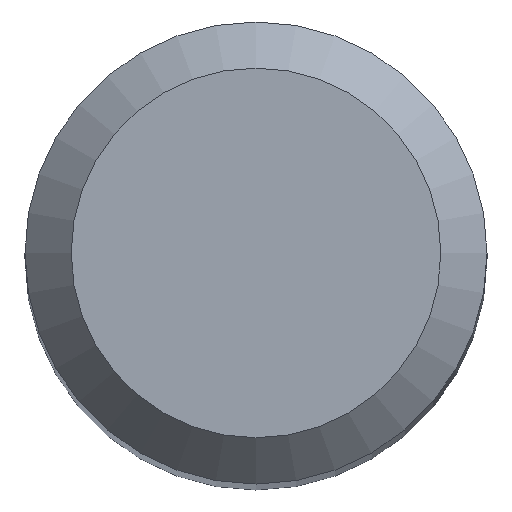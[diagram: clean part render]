
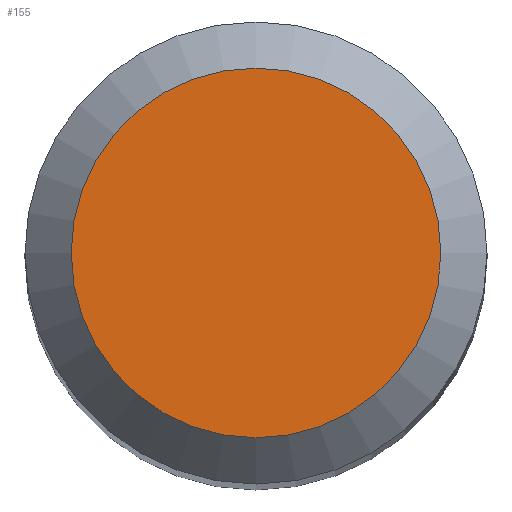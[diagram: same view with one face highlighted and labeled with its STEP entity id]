
A CAD part, top view. The second image highlights one B-rep face of the part: STEP entity #155.
In plain terms, the highlighted planar face has unit normal (0, 0, 1).
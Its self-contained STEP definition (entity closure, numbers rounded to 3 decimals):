
#5 = VERTEX_POINT ( 'NONE', #185 ) ;
#39 = EDGE_CURVE ( 'NONE', #5, #5, #221, .T. ) ;
#47 = CARTESIAN_POINT ( 'NONE',  ( 0., 0., 38. ) ) ;
#75 = DIRECTION ( 'NONE',  ( 0., 1., 0. ) ) ;
#103 = DIRECTION ( 'NONE',  ( 0., 0., -1. ) ) ;
#105 = PLANE ( 'NONE',  #158 ) ;
#109 = ORIENTED_EDGE ( 'NONE', *, *, #39, .F. ) ;
#116 = FACE_OUTER_BOUND ( 'NONE', #199, .T. ) ;
#155 = ADVANCED_FACE ( 'NONE', ( #116 ), #105, .F. ) ;
#158 = AXIS2_PLACEMENT_3D ( 'NONE', #47, #103, #75 ) ;
#177 = CARTESIAN_POINT ( 'NONE',  ( 0., 0., 38. ) ) ;
#185 = CARTESIAN_POINT ( 'NONE',  ( 0., 1.6, 38. ) ) ;
#193 = DIRECTION ( 'NONE',  ( 0., 1., 0. ) ) ;
#199 = EDGE_LOOP ( 'NONE', ( #109 ) ) ;
#221 = CIRCLE ( 'NONE', #237, 1.6 ) ;
#227 = DIRECTION ( 'NONE',  ( 0., 0., -1. ) ) ;
#237 = AXIS2_PLACEMENT_3D ( 'NONE', #177, #227, #193 ) ;
